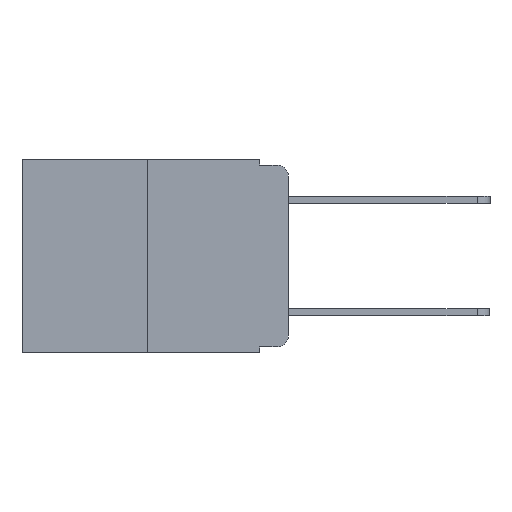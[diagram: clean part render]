
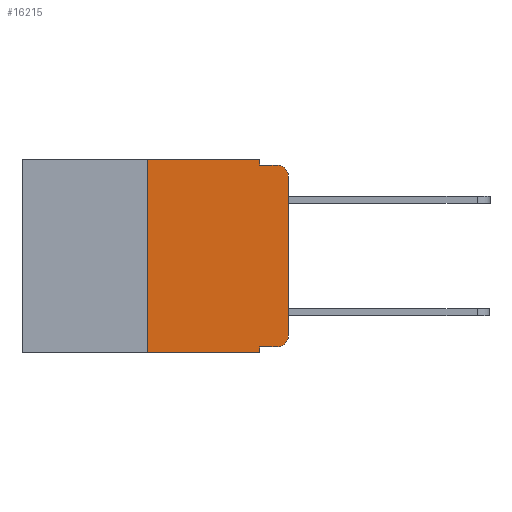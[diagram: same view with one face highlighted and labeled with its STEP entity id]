
A CAD part, left-side view. The second image highlights one B-rep face of the part: STEP entity #16215.
In plain terms, the highlighted planar face has unit normal (-1, 0, 0).
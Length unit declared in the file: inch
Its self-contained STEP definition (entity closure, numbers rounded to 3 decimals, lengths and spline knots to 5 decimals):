
#47 = EDGE_LOOP ( 'NONE', ( #15298, #15321, #7381, #10106, #10901, #7371, #9515, #2114, #6305, #15225 ) ) ;
#552 = LINE ( 'NONE', #1658, #7656 ) ;
#770 = EDGE_CURVE ( 'NONE', #1727, #6740, #6189, .T. ) ;
#873 = EDGE_CURVE ( 'NONE', #8175, #9404, #4894, .T. ) ;
#1637 = EDGE_CURVE ( 'NONE', #6091, #13328, #9278, .T. ) ;
#1658 = CARTESIAN_POINT ( 'NONE',  ( 0., 0.051, 0. ) ) ;
#1727 = VERTEX_POINT ( 'NONE', #4427 ) ;
#2114 = ORIENTED_EDGE ( 'NONE', *, *, #16919, .F. ) ;
#2146 = DIRECTION ( 'NONE',  ( -1., 0., 0. ) ) ;
#2791 = CARTESIAN_POINT ( 'NONE',  ( 0., 0.25, 0. ) ) ;
#3139 = DIRECTION ( 'NONE',  ( 0., 0., -1. ) ) ;
#3386 = VECTOR ( 'NONE', #9065, 39.37008 ) ;
#3668 = VERTEX_POINT ( 'NONE', #15453 ) ;
#3718 = CARTESIAN_POINT ( 'NONE',  ( 0., 0.051, -0.333 ) ) ;
#3729 = CIRCLE ( 'NONE', #16772, 0.02 ) ;
#4427 = CARTESIAN_POINT ( 'NONE',  ( 0., 0.051, -0.01 ) ) ;
#4894 = LINE ( 'NONE', #10996, #15016 ) ;
#5551 = DIRECTION ( 'NONE',  ( 0., -1., 0. ) ) ;
#5570 = CARTESIAN_POINT ( 'NONE',  ( 0., 0.473, -0.343 ) ) ;
#5872 = CARTESIAN_POINT ( 'NONE',  ( 0., 0.051, 0. ) ) ;
#5917 = CARTESIAN_POINT ( 'NONE',  ( 0., 0.02, -0.313 ) ) ;
#6079 = PLANE ( 'NONE',  #11149 ) ;
#6091 = VERTEX_POINT ( 'NONE', #16427 ) ;
#6107 = VERTEX_POINT ( 'NONE', #7425 ) ;
#6189 = LINE ( 'NONE', #11766, #6613 ) ;
#6305 = ORIENTED_EDGE ( 'NONE', *, *, #9782, .T. ) ;
#6388 = AXIS2_PLACEMENT_3D ( 'NONE', #5917, #15122, #7329 ) ;
#6613 = VECTOR ( 'NONE', #7827, 39.37008 ) ;
#6740 = VERTEX_POINT ( 'NONE', #13052 ) ;
#7274 = DIRECTION ( 'NONE',  ( 0., 0., -1. ) ) ;
#7329 = DIRECTION ( 'NONE',  ( 0., 0., -1. ) ) ;
#7371 = ORIENTED_EDGE ( 'NONE', *, *, #13564, .F. ) ;
#7381 = ORIENTED_EDGE ( 'NONE', *, *, #770, .F. ) ;
#7425 = CARTESIAN_POINT ( 'NONE',  ( 0., 0.051, -0.333 ) ) ;
#7475 = DIRECTION ( 'NONE',  ( 0., 0., -1. ) ) ;
#7656 = VECTOR ( 'NONE', #3139, 39.37008 ) ;
#7683 = CARTESIAN_POINT ( 'NONE',  ( 0., 0., 0. ) ) ;
#7827 = DIRECTION ( 'NONE',  ( 0., -1., 0. ) ) ;
#8175 = VERTEX_POINT ( 'NONE', #14109 ) ;
#8566 = LINE ( 'NONE', #3718, #14610 ) ;
#9027 = VECTOR ( 'NONE', #10974, 39.37008 ) ;
#9065 = DIRECTION ( 'NONE',  ( 0., 0., 1. ) ) ;
#9278 = LINE ( 'NONE', #5570, #10486 ) ;
#9404 = VERTEX_POINT ( 'NONE', #12290 ) ;
#9515 = ORIENTED_EDGE ( 'NONE', *, *, #1637, .T. ) ;
#9782 = EDGE_CURVE ( 'NONE', #6107, #14401, #8566, .T. ) ;
#10106 = ORIENTED_EDGE ( 'NONE', *, *, #10110, .F. ) ;
#10110 = EDGE_CURVE ( 'NONE', #9404, #1727, #16387, .T. ) ;
#10113 = CARTESIAN_POINT ( 'NONE',  ( 0., 0.473, 0. ) ) ;
#10422 = CARTESIAN_POINT ( 'NONE',  ( 0., 0.02, -0.03 ) ) ;
#10486 = VECTOR ( 'NONE', #5551, 39.37008 ) ;
#10656 = EDGE_CURVE ( 'NONE', #14401, #3668, #16941, .T. ) ;
#10901 = ORIENTED_EDGE ( 'NONE', *, *, #873, .F. ) ;
#10970 = DIRECTION ( 'NONE',  ( 0., -1., 0. ) ) ;
#10974 = DIRECTION ( 'NONE',  ( 0., 0., 1. ) ) ;
#10996 = CARTESIAN_POINT ( 'NONE',  ( 0., 0.473, 0. ) ) ;
#11034 = LINE ( 'NONE', #7683, #3386 ) ;
#11149 = AXIS2_PLACEMENT_3D ( 'NONE', #10113, #15260, #7475 ) ;
#11743 = DIRECTION ( 'NONE',  ( 0., 0., -1. ) ) ;
#11766 = CARTESIAN_POINT ( 'NONE',  ( 0., 0.051, -0.01 ) ) ;
#11853 = CARTESIAN_POINT ( 'NONE',  ( 0., 0.051, -0.343 ) ) ;
#12222 = CARTESIAN_POINT ( 'NONE',  ( 0., 0., -0.03 ) ) ;
#12290 = CARTESIAN_POINT ( 'NONE',  ( 0., 0.051, 0. ) ) ;
#13052 = CARTESIAN_POINT ( 'NONE',  ( 0., 0.02, -0.01 ) ) ;
#13328 = VERTEX_POINT ( 'NONE', #11853 ) ;
#13564 = EDGE_CURVE ( 'NONE', #6091, #8175, #15825, .T. ) ;
#13892 = EDGE_CURVE ( 'NONE', #3668, #15915, #11034, .T. ) ;
#13996 = FACE_OUTER_BOUND ( 'NONE', #47, .T. ) ;
#14109 = CARTESIAN_POINT ( 'NONE',  ( 0., 0.25, 0. ) ) ;
#14401 = VERTEX_POINT ( 'NONE', #16248 ) ;
#14610 = VECTOR ( 'NONE', #16886, 39.37008 ) ;
#15016 = VECTOR ( 'NONE', #10970, 39.37008 ) ;
#15122 = DIRECTION ( 'NONE',  ( -1., 0., 0. ) ) ;
#15225 = ORIENTED_EDGE ( 'NONE', *, *, #10656, .T. ) ;
#15260 = DIRECTION ( 'NONE',  ( 1., 0., 0. ) ) ;
#15298 = ORIENTED_EDGE ( 'NONE', *, *, #13892, .T. ) ;
#15321 = ORIENTED_EDGE ( 'NONE', *, *, #17228, .T. ) ;
#15453 = CARTESIAN_POINT ( 'NONE',  ( 0., 0., -0.313 ) ) ;
#15614 = VECTOR ( 'NONE', #7274, 39.37008 ) ;
#15825 = LINE ( 'NONE', #2791, #9027 ) ;
#15915 = VERTEX_POINT ( 'NONE', #12222 ) ;
#16215 = ADVANCED_FACE ( 'NONE', ( #13996 ), #6079, .F. ) ;
#16248 = CARTESIAN_POINT ( 'NONE',  ( 0., 0.02, -0.333 ) ) ;
#16387 = LINE ( 'NONE', #5872, #15614 ) ;
#16427 = CARTESIAN_POINT ( 'NONE',  ( 0., 0.25, -0.343 ) ) ;
#16772 = AXIS2_PLACEMENT_3D ( 'NONE', #10422, #2146, #11743 ) ;
#16886 = DIRECTION ( 'NONE',  ( 0., -1., 0. ) ) ;
#16919 = EDGE_CURVE ( 'NONE', #6107, #13328, #552, .T. ) ;
#16941 = CIRCLE ( 'NONE', #6388, 0.02 ) ;
#17228 = EDGE_CURVE ( 'NONE', #15915, #6740, #3729, .T. ) ;
